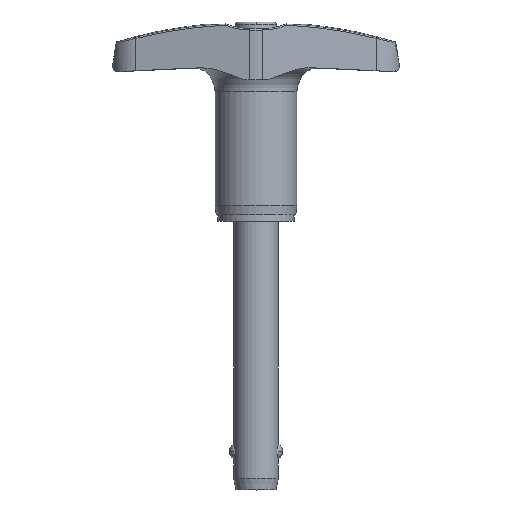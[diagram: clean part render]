
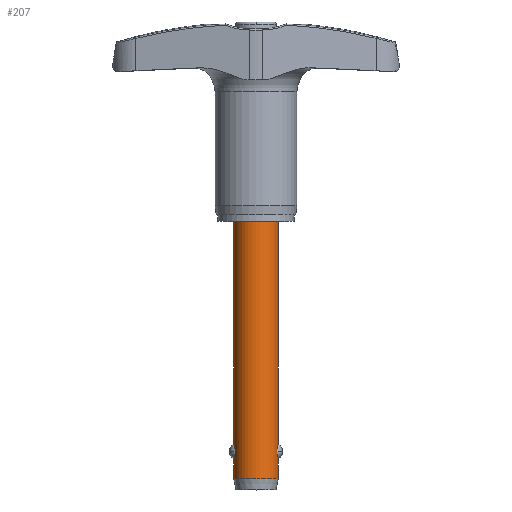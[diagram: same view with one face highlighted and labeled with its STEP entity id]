
A CAD part, top view. The second image highlights one B-rep face of the part: STEP entity #207.
In plain terms, the highlighted cylindrical face has radius 4 mm (diameter 8 mm), a partial arc.
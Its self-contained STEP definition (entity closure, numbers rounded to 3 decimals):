
#207=ADVANCED_FACE('',(#472),#473,.T.);
#472=FACE_OUTER_BOUND('',#794,.T.);
#473=CYLINDRICAL_SURFACE('',#795,4.0);
#794=EDGE_LOOP('',(#1434,#1435,#1436,#1437,#1438,#1439,#1440,#1441,#1442,#1443));
#795=AXIS2_PLACEMENT_3D('',#1444,#1445,#1446);
#1434=ORIENTED_EDGE('',*,*,#2220,.T.);
#1435=ORIENTED_EDGE('',*,*,#2243,.T.);
#1436=ORIENTED_EDGE('',*,*,#2236,.T.);
#1437=ORIENTED_EDGE('',*,*,#2227,.T.);
#1438=ORIENTED_EDGE('',*,*,#2249,.F.);
#1439=ORIENTED_EDGE('',*,*,#2225,.T.);
#1440=ORIENTED_EDGE('',*,*,#2239,.T.);
#1441=ORIENTED_EDGE('',*,*,#2241,.T.);
#1442=ORIENTED_EDGE('',*,*,#2222,.T.);
#1443=ORIENTED_EDGE('',*,*,#2247,.T.);
#1444=CARTESIAN_POINT('',(0.0,-23.075,0.0));
#1445=DIRECTION('',(-0.0,1.0,0.0));
#1446=DIRECTION('',(1.0,0.0,0.0));
#2220=EDGE_CURVE('',#2732,#2733,#2734,.T.);
#2222=EDGE_CURVE('',#2737,#2735,#2738,.T.);
#2225=EDGE_CURVE('',#2743,#2741,#2744,.T.);
#2227=EDGE_CURVE('',#2747,#2745,#2748,.T.);
#2236=EDGE_CURVE('',#2759,#2747,#2761,.T.);
#2239=EDGE_CURVE('',#2741,#2763,#2765,.T.);
#2241=EDGE_CURVE('',#2763,#2737,#2767,.T.);
#2243=EDGE_CURVE('',#2733,#2759,#2769,.T.);
#2247=EDGE_CURVE('',#2735,#2732,#2773,.T.);
#2249=EDGE_CURVE('',#2743,#2745,#2775,.T.);
#2732=VERTEX_POINT('',#3899);
#2733=VERTEX_POINT('',#3900);
#2734=LINE('',#3901,#3902);
#2735=VERTEX_POINT('',#3903);
#2737=VERTEX_POINT('',#3905);
#2738=LINE('',#3906,#3907);
#2741=VERTEX_POINT('',#3923);
#2743=VERTEX_POINT('',#3938);
#2744=LINE('',#3939,#3940);
#2745=VERTEX_POINT('',#3941);
#2747=VERTEX_POINT('',#3943);
#2748=LINE('',#3944,#3945);
#2759=VERTEX_POINT('',#3984);
#2761=B_SPLINE_CURVE_WITH_KNOTS('',3,(#3986,#3987,#3988,#3989,#3990,#3991,#3992,#3993,#3994,#3995,#3996,#3997,#3998,#3999),.UNSPECIFIED.,.F.,.F.,(4,2,2,2,2,2,4),(4.103,4.55,4.996,5.211,5.425,5.79,6.155),.UNSPECIFIED.);
#2763=VERTEX_POINT('',#4001);
#2765=B_SPLINE_CURVE_WITH_KNOTS('',3,(#4003,#4004,#4005,#4006,#4007,#4008,#4009,#4010,#4011,#4012,#4013,#4014,#4015,#4016),.UNSPECIFIED.,.F.,.F.,(4,2,2,2,2,2,4),(6.155,6.52,6.884,7.099,7.313,7.76,8.206),.UNSPECIFIED.);
#2767=B_SPLINE_CURVE_WITH_KNOTS('',3,(#4018,#4019,#4020,#4021,#4022,#4023,#4024,#4025,#4026,#4027,#4028,#4029,#4030,#4031),.UNSPECIFIED.,.F.,.F.,(4,2,2,2,2,2,4),(0.0,0.447,0.893,1.108,1.322,1.687,2.052),.UNSPECIFIED.);
#2769=B_SPLINE_CURVE_WITH_KNOTS('',3,(#4033,#4034,#4035,#4036,#4037,#4038,#4039,#4040,#4041,#4042,#4043,#4044,#4045,#4046),.UNSPECIFIED.,.F.,.F.,(4,2,2,2,2,2,4),(2.052,2.416,2.781,2.996,3.21,3.657,4.103),.UNSPECIFIED.);
#2773=CIRCLE('',#4050,4.0);
#2775=CIRCLE('',#4052,4.0);
#3899=CARTESIAN_POINT('',(4.0,-46.15,0.0));
#3900=CARTESIAN_POINT('',(4.0,-42.598,0.));
#3901=CARTESIAN_POINT('',(4.0,-23.075,0.));
#3902=VECTOR('',#4875,1.0);
#3903=CARTESIAN_POINT('',(-4.0,-46.15,0.));
#3905=CARTESIAN_POINT('',(-4.0,-42.598,0.));
#3906=CARTESIAN_POINT('',(-4.0,-23.075,0.));
#3907=VECTOR('',#4879,1.0);
#3923=CARTESIAN_POINT('',(-4.0,-40.0,0.));
#3938=CARTESIAN_POINT('',(-4.0,0.,0.));
#3939=CARTESIAN_POINT('',(-4.0,-23.075,0.));
#3940=VECTOR('',#4880,1.0);
#3941=CARTESIAN_POINT('',(4.0,0.0,0.0));
#3943=CARTESIAN_POINT('',(4.0,-40.0,0.));
#3944=CARTESIAN_POINT('',(4.0,-23.075,0.));
#3945=VECTOR('',#4884,1.0);
#3984=CARTESIAN_POINT('',(3.74,-41.299,1.418));
#3986=CARTESIAN_POINT('',(3.74,-41.299,1.418));
#3987=CARTESIAN_POINT('',(3.74,-41.15,1.418));
#3988=CARTESIAN_POINT('',(3.752,-40.992,1.389));
#3989=CARTESIAN_POINT('',(3.792,-40.7,1.274));
#3990=CARTESIAN_POINT('',(3.821,-40.566,1.187));
#3991=CARTESIAN_POINT('',(3.863,-40.406,1.041));
#3992=CARTESIAN_POINT('',(3.878,-40.354,0.984));
#3993=CARTESIAN_POINT('',(3.906,-40.259,0.863));
#3994=CARTESIAN_POINT('',(3.92,-40.218,0.798));
#3995=CARTESIAN_POINT('',(3.951,-40.126,0.631));
#3996=CARTESIAN_POINT('',(3.97,-40.078,0.508));
#3997=CARTESIAN_POINT('',(3.994,-40.015,0.254));
#3998=CARTESIAN_POINT('',(4.0,-40.0,0.122));
#3999=CARTESIAN_POINT('',(4.0,-40.0,0.));
#4001=CARTESIAN_POINT('',(-3.74,-41.299,1.418));
#4003=CARTESIAN_POINT('',(-4.0,-40.0,0.));
#4004=CARTESIAN_POINT('',(-4.0,-40.0,0.122));
#4005=CARTESIAN_POINT('',(-3.994,-40.015,0.254));
#4006=CARTESIAN_POINT('',(-3.97,-40.078,0.508));
#4007=CARTESIAN_POINT('',(-3.951,-40.126,0.631));
#4008=CARTESIAN_POINT('',(-3.92,-40.218,0.798));
#4009=CARTESIAN_POINT('',(-3.906,-40.259,0.863));
#4010=CARTESIAN_POINT('',(-3.878,-40.354,0.984));
#4011=CARTESIAN_POINT('',(-3.863,-40.406,1.041));
#4012=CARTESIAN_POINT('',(-3.821,-40.566,1.187));
#4013=CARTESIAN_POINT('',(-3.792,-40.7,1.274));
#4014=CARTESIAN_POINT('',(-3.752,-40.992,1.389));
#4015=CARTESIAN_POINT('',(-3.74,-41.15,1.418));
#4016=CARTESIAN_POINT('',(-3.74,-41.299,1.418));
#4018=CARTESIAN_POINT('',(-3.74,-41.299,1.418));
#4019=CARTESIAN_POINT('',(-3.74,-41.448,1.418));
#4020=CARTESIAN_POINT('',(-3.752,-41.606,1.389));
#4021=CARTESIAN_POINT('',(-3.792,-41.898,1.274));
#4022=CARTESIAN_POINT('',(-3.821,-42.032,1.187));
#4023=CARTESIAN_POINT('',(-3.863,-42.192,1.041));
#4024=CARTESIAN_POINT('',(-3.878,-42.244,0.984));
#4025=CARTESIAN_POINT('',(-3.906,-42.339,0.863));
#4026=CARTESIAN_POINT('',(-3.92,-42.38,0.798));
#4027=CARTESIAN_POINT('',(-3.951,-42.472,0.631));
#4028=CARTESIAN_POINT('',(-3.97,-42.52,0.508));
#4029=CARTESIAN_POINT('',(-3.994,-42.583,0.254));
#4030=CARTESIAN_POINT('',(-4.0,-42.598,0.122));
#4031=CARTESIAN_POINT('',(-4.0,-42.598,0.));
#4033=CARTESIAN_POINT('',(4.0,-42.598,0.));
#4034=CARTESIAN_POINT('',(4.0,-42.598,0.122));
#4035=CARTESIAN_POINT('',(3.994,-42.583,0.254));
#4036=CARTESIAN_POINT('',(3.97,-42.52,0.508));
#4037=CARTESIAN_POINT('',(3.951,-42.472,0.631));
#4038=CARTESIAN_POINT('',(3.92,-42.38,0.798));
#4039=CARTESIAN_POINT('',(3.906,-42.339,0.863));
#4040=CARTESIAN_POINT('',(3.878,-42.244,0.984));
#4041=CARTESIAN_POINT('',(3.863,-42.192,1.041));
#4042=CARTESIAN_POINT('',(3.821,-42.032,1.187));
#4043=CARTESIAN_POINT('',(3.792,-41.898,1.274));
#4044=CARTESIAN_POINT('',(3.752,-41.606,1.389));
#4045=CARTESIAN_POINT('',(3.74,-41.448,1.418));
#4046=CARTESIAN_POINT('',(3.74,-41.299,1.418));
#4050=AXIS2_PLACEMENT_3D('',#4899,#4900,#4901);
#4052=AXIS2_PLACEMENT_3D('',#4902,#4903,#4904);
#4875=DIRECTION('',(0.0,1.0,0.0));
#4879=DIRECTION('',(-0.0,-1.0,-0.0));
#4880=DIRECTION('',(-0.0,-1.0,-0.0));
#4884=DIRECTION('',(0.0,1.0,0.0));
#4899=CARTESIAN_POINT('',(0.0,-46.15,0.0));
#4900=DIRECTION('',(-0.0,1.0,0.0));
#4901=DIRECTION('',(1.0,0.0,0.0));
#4902=CARTESIAN_POINT('',(0.0,0.0,0.0));
#4903=DIRECTION('',(-0.0,1.0,0.));
#4904=DIRECTION('',(1.0,0.0,0.0));
